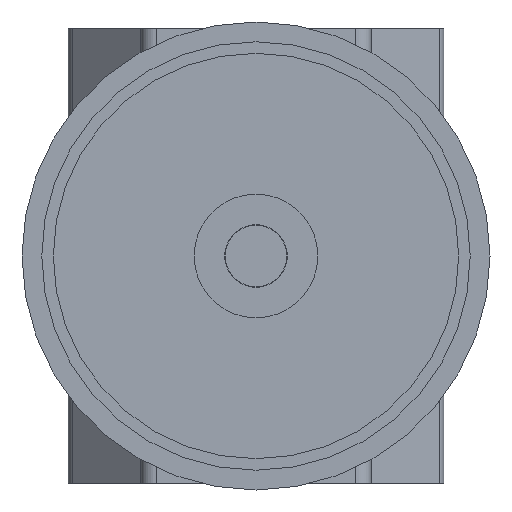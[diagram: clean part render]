
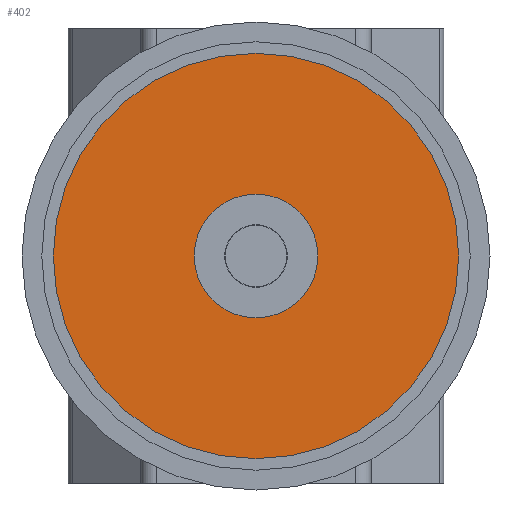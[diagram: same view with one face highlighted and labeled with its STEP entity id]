
A CAD part, front view. The second image highlights one B-rep face of the part: STEP entity #402.
In plain terms, the highlighted planar face has unit normal (0, -1, 0).
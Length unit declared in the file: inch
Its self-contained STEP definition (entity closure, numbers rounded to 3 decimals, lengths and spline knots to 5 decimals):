
#120=CARTESIAN_POINT('',(0.,0.,0.));
#121=DIRECTION('',(0.,1.,0.));
#122=DIRECTION('',(1.,0.,0.));
#123=AXIS2_PLACEMENT_3D('',#120,#121,#122);
#125=CARTESIAN_POINT('',(0.,0.,0.));
#126=DIRECTION('',(0.,1.,0.));
#127=DIRECTION('',(-1.,0.,0.));
#128=AXIS2_PLACEMENT_3D('',#125,#126,#127);
#130=CARTESIAN_POINT('',(0.,0.,0.));
#131=DIRECTION('',(0.,-1.,0.));
#132=DIRECTION('',(1.,0.,0.));
#133=AXIS2_PLACEMENT_3D('',#130,#131,#132);
#135=CARTESIAN_POINT('',(0.,0.,0.));
#136=DIRECTION('',(0.,-1.,0.));
#137=DIRECTION('',(-1.,0.,0.));
#138=AXIS2_PLACEMENT_3D('',#135,#136,#137);
#190=CARTESIAN_POINT('',(0.1875,0.,0.));
#191=CARTESIAN_POINT('',(-0.1875,0.,0.));
#192=VERTEX_POINT('',#190);
#193=VERTEX_POINT('',#191);
#194=CARTESIAN_POINT('',(0.615,0.,0.));
#195=CARTESIAN_POINT('',(-0.615,0.,0.));
#196=VERTEX_POINT('',#194);
#197=VERTEX_POINT('',#195);
#387=CARTESIAN_POINT('',(0.,0.,0.));
#388=DIRECTION('',(0.,1.,0.));
#389=DIRECTION('',(1.,0.,0.));
#390=AXIS2_PLACEMENT_3D('',#387,#388,#389);
#391=PLANE('',#390);
#393=ORIENTED_EDGE('',*,*,#392,.F.);
#395=ORIENTED_EDGE('',*,*,#394,.F.);
#396=EDGE_LOOP('',(#393,#395));
#397=FACE_OUTER_BOUND('',#396,.F.);
#398=ORIENTED_EDGE('',*,*,#367,.F.);
#399=ORIENTED_EDGE('',*,*,#381,.F.);
#400=EDGE_LOOP('',(#398,#399));
#401=FACE_BOUND('',#400,.F.);
#402=ADVANCED_FACE('',(#397,#401),#391,.F.);
#124=CIRCLE('',#123,0.1875);
#129=CIRCLE('',#128,0.1875);
#134=CIRCLE('',#133,0.615);
#139=CIRCLE('',#138,0.615);
#367=EDGE_CURVE('',#192,#193,#124,.T.);
#381=EDGE_CURVE('',#193,#192,#129,.T.);
#392=EDGE_CURVE('',#196,#197,#134,.T.);
#394=EDGE_CURVE('',#197,#196,#139,.T.);
